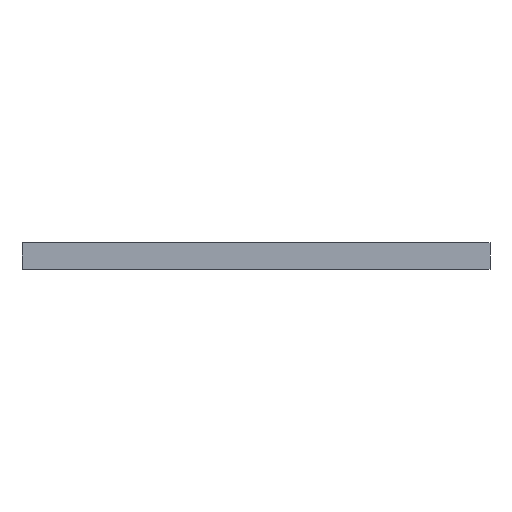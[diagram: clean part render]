
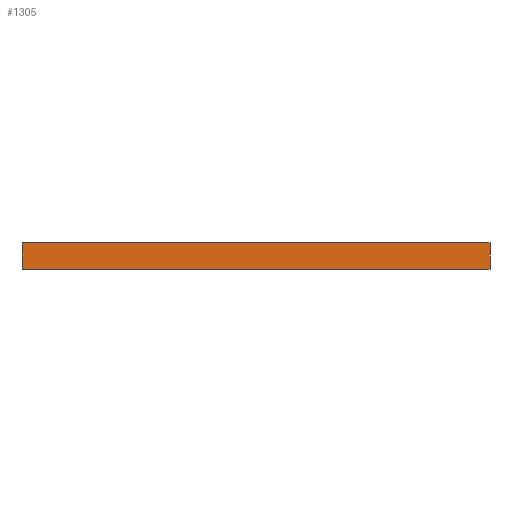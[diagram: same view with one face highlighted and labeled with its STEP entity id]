
A CAD part, left-side view. The second image highlights one B-rep face of the part: STEP entity #1305.
In plain terms, the highlighted planar face has unit normal (-1, 0, 0).
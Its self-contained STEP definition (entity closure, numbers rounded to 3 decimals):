
#32 = PLANE('',#33);
#33 = AXIS2_PLACEMENT_3D('',#34,#35,#36);
#34 = CARTESIAN_POINT('',(20.,70.,0.));
#35 = DIRECTION('',(0.,0.,-1.));
#36 = DIRECTION('',(-1.,0.,0.));
#520 = VERTEX_POINT('',#521);
#521 = CARTESIAN_POINT('',(0.,0.,0.));
#535 = PLANE('',#536);
#536 = AXIS2_PLACEMENT_3D('',#537,#538,#539);
#537 = CARTESIAN_POINT('',(0.,0.,0.));
#538 = DIRECTION('',(0.,1.,0.));
#539 = DIRECTION('',(1.,0.,0.));
#547 = EDGE_CURVE('',#548,#520,#550,.T.);
#548 = VERTEX_POINT('',#549);
#549 = CARTESIAN_POINT('',(0.,70.,0.));
#550 = SURFACE_CURVE('',#551,(#555,#562),.PCURVE_S1.);
#551 = LINE('',#552,#553);
#552 = CARTESIAN_POINT('',(0.,70.,0.));
#553 = VECTOR('',#554,1.);
#554 = DIRECTION('',(0.,-1.,0.));
#555 = PCURVE('',#32,#556);
#556 = DEFINITIONAL_REPRESENTATION('',(#557),#561);
#557 = LINE('',#558,#559);
#558 = CARTESIAN_POINT('',(20.,0.));
#559 = VECTOR('',#560,1.);
#560 = DIRECTION('',(0.,-1.));
#561 = ( GEOMETRIC_REPRESENTATION_CONTEXT(2) 
PARAMETRIC_REPRESENTATION_CONTEXT() REPRESENTATION_CONTEXT('2D SPACE',''
  ) );
#562 = PCURVE('',#563,#568);
#563 = PLANE('',#564);
#564 = AXIS2_PLACEMENT_3D('',#565,#566,#567);
#565 = CARTESIAN_POINT('',(0.,70.,0.));
#566 = DIRECTION('',(1.,0.,0.));
#567 = DIRECTION('',(0.,-1.,0.));
#568 = DEFINITIONAL_REPRESENTATION('',(#569),#573);
#569 = LINE('',#570,#571);
#570 = CARTESIAN_POINT('',(0.,0.));
#571 = VECTOR('',#572,1.);
#572 = DIRECTION('',(1.,0.));
#573 = ( GEOMETRIC_REPRESENTATION_CONTEXT(2) 
PARAMETRIC_REPRESENTATION_CONTEXT() REPRESENTATION_CONTEXT('2D SPACE',''
  ) );
#589 = PLANE('',#590);
#590 = AXIS2_PLACEMENT_3D('',#591,#592,#593);
#591 = CARTESIAN_POINT('',(20.,70.,0.));
#592 = DIRECTION('',(0.,-1.,0.));
#593 = DIRECTION('',(-1.,0.,0.));
#644 = PLANE('',#645);
#645 = AXIS2_PLACEMENT_3D('',#646,#647,#648);
#646 = CARTESIAN_POINT('',(20.,70.,4.));
#647 = DIRECTION('',(0.,0.,-1.));
#648 = DIRECTION('',(-1.,0.,0.));
#1213 = VERTEX_POINT('',#1214);
#1214 = CARTESIAN_POINT('',(0.,70.,4.));
#1235 = EDGE_CURVE('',#548,#1213,#1236,.T.);
#1236 = SURFACE_CURVE('',#1237,(#1241,#1248),.PCURVE_S1.);
#1237 = LINE('',#1238,#1239);
#1238 = CARTESIAN_POINT('',(0.,70.,0.));
#1239 = VECTOR('',#1240,1.);
#1240 = DIRECTION('',(0.,0.,1.));
#1241 = PCURVE('',#589,#1242);
#1242 = DEFINITIONAL_REPRESENTATION('',(#1243),#1247);
#1243 = LINE('',#1244,#1245);
#1244 = CARTESIAN_POINT('',(20.,0.));
#1245 = VECTOR('',#1246,1.);
#1246 = DIRECTION('',(0.,-1.));
#1247 = ( GEOMETRIC_REPRESENTATION_CONTEXT(2) 
PARAMETRIC_REPRESENTATION_CONTEXT() REPRESENTATION_CONTEXT('2D SPACE',''
  ) );
#1248 = PCURVE('',#563,#1249);
#1249 = DEFINITIONAL_REPRESENTATION('',(#1250),#1254);
#1250 = LINE('',#1251,#1252);
#1251 = CARTESIAN_POINT('',(0.,0.));
#1252 = VECTOR('',#1253,1.);
#1253 = DIRECTION('',(0.,-1.));
#1254 = ( GEOMETRIC_REPRESENTATION_CONTEXT(2) 
PARAMETRIC_REPRESENTATION_CONTEXT() REPRESENTATION_CONTEXT('2D SPACE',''
  ) );
#1305 = ADVANCED_FACE('',(#1306),#563,.F.);
#1306 = FACE_BOUND('',#1307,.F.);
#1307 = EDGE_LOOP('',(#1308,#1309,#1332,#1353));
#1308 = ORIENTED_EDGE('',*,*,#1235,.T.);
#1309 = ORIENTED_EDGE('',*,*,#1310,.T.);
#1310 = EDGE_CURVE('',#1213,#1311,#1313,.T.);
#1311 = VERTEX_POINT('',#1312);
#1312 = CARTESIAN_POINT('',(0.,0.,4.));
#1313 = SURFACE_CURVE('',#1314,(#1318,#1325),.PCURVE_S1.);
#1314 = LINE('',#1315,#1316);
#1315 = CARTESIAN_POINT('',(0.,70.,4.));
#1316 = VECTOR('',#1317,1.);
#1317 = DIRECTION('',(0.,-1.,0.));
#1318 = PCURVE('',#563,#1319);
#1319 = DEFINITIONAL_REPRESENTATION('',(#1320),#1324);
#1320 = LINE('',#1321,#1322);
#1321 = CARTESIAN_POINT('',(0.,-4.));
#1322 = VECTOR('',#1323,1.);
#1323 = DIRECTION('',(1.,0.));
#1324 = ( GEOMETRIC_REPRESENTATION_CONTEXT(2) 
PARAMETRIC_REPRESENTATION_CONTEXT() REPRESENTATION_CONTEXT('2D SPACE',''
  ) );
#1325 = PCURVE('',#644,#1326);
#1326 = DEFINITIONAL_REPRESENTATION('',(#1327),#1331);
#1327 = LINE('',#1328,#1329);
#1328 = CARTESIAN_POINT('',(20.,0.));
#1329 = VECTOR('',#1330,1.);
#1330 = DIRECTION('',(0.,-1.));
#1331 = ( GEOMETRIC_REPRESENTATION_CONTEXT(2) 
PARAMETRIC_REPRESENTATION_CONTEXT() REPRESENTATION_CONTEXT('2D SPACE',''
  ) );
#1332 = ORIENTED_EDGE('',*,*,#1333,.F.);
#1333 = EDGE_CURVE('',#520,#1311,#1334,.T.);
#1334 = SURFACE_CURVE('',#1335,(#1339,#1346),.PCURVE_S1.);
#1335 = LINE('',#1336,#1337);
#1336 = CARTESIAN_POINT('',(0.,0.,0.));
#1337 = VECTOR('',#1338,1.);
#1338 = DIRECTION('',(0.,0.,1.));
#1339 = PCURVE('',#563,#1340);
#1340 = DEFINITIONAL_REPRESENTATION('',(#1341),#1345);
#1341 = LINE('',#1342,#1343);
#1342 = CARTESIAN_POINT('',(70.,0.));
#1343 = VECTOR('',#1344,1.);
#1344 = DIRECTION('',(0.,-1.));
#1345 = ( GEOMETRIC_REPRESENTATION_CONTEXT(2) 
PARAMETRIC_REPRESENTATION_CONTEXT() REPRESENTATION_CONTEXT('2D SPACE',''
  ) );
#1346 = PCURVE('',#535,#1347);
#1347 = DEFINITIONAL_REPRESENTATION('',(#1348),#1352);
#1348 = LINE('',#1349,#1350);
#1349 = CARTESIAN_POINT('',(0.,0.));
#1350 = VECTOR('',#1351,1.);
#1351 = DIRECTION('',(0.,-1.));
#1352 = ( GEOMETRIC_REPRESENTATION_CONTEXT(2) 
PARAMETRIC_REPRESENTATION_CONTEXT() REPRESENTATION_CONTEXT('2D SPACE',''
  ) );
#1353 = ORIENTED_EDGE('',*,*,#547,.F.);
